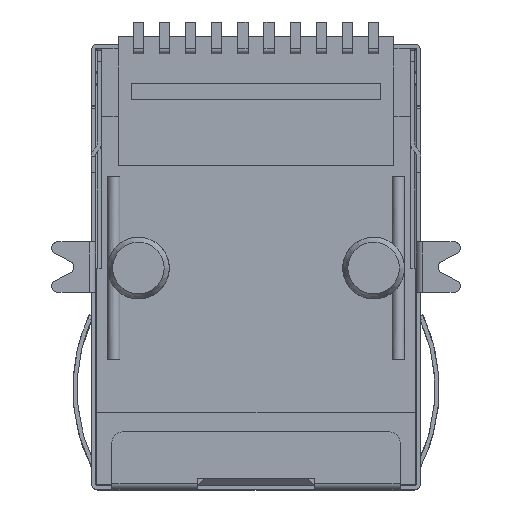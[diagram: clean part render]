
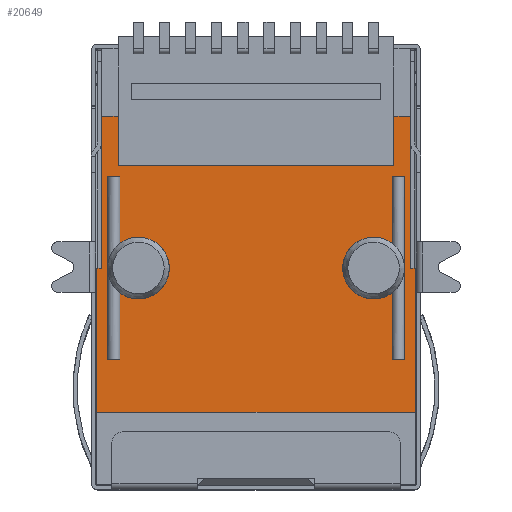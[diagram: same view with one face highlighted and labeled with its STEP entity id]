
A CAD part, top view. The second image highlights one B-rep face of the part: STEP entity #20649.
In plain terms, the highlighted planar face has unit normal (0, 0, 1).
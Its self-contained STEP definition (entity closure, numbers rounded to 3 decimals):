
#819=CIRCLE('',#21519,1.5);
#820=CIRCLE('',#21520,1.5);
#1320=ORIENTED_EDGE('',*,*,#5751,.F.);
#1321=ORIENTED_EDGE('',*,*,#5752,.T.);
#1322=ORIENTED_EDGE('',*,*,#5753,.T.);
#1323=ORIENTED_EDGE('',*,*,#5754,.T.);
#1324=ORIENTED_EDGE('',*,*,#5755,.T.);
#1325=ORIENTED_EDGE('',*,*,#5756,.T.);
#1326=ORIENTED_EDGE('',*,*,#5757,.F.);
#1327=ORIENTED_EDGE('',*,*,#5758,.T.);
#1328=ORIENTED_EDGE('',*,*,#5759,.F.);
#1329=ORIENTED_EDGE('',*,*,#5760,.F.);
#1330=ORIENTED_EDGE('',*,*,#5761,.F.);
#1331=ORIENTED_EDGE('',*,*,#5762,.F.);
#1332=ORIENTED_EDGE('',*,*,#5720,.T.);
#1333=ORIENTED_EDGE('',*,*,#5665,.F.);
#1334=ORIENTED_EDGE('',*,*,#5763,.F.);
#1335=ORIENTED_EDGE('',*,*,#5764,.T.);
#1336=ORIENTED_EDGE('',*,*,#5765,.F.);
#1337=ORIENTED_EDGE('',*,*,#5766,.F.);
#1338=ORIENTED_EDGE('',*,*,#5767,.F.);
#1339=ORIENTED_EDGE('',*,*,#5768,.F.);
#1340=ORIENTED_EDGE('',*,*,#5769,.T.);
#1341=ORIENTED_EDGE('',*,*,#5770,.T.);
#1342=ORIENTED_EDGE('',*,*,#5742,.T.);
#1343=ORIENTED_EDGE('',*,*,#5771,.T.);
#5665=EDGE_CURVE('',#7898,#7895,#9340,.T.);
#5720=EDGE_CURVE('',#7935,#7895,#9393,.T.);
#5742=EDGE_CURVE('',#7953,#7952,#9415,.T.);
#5751=EDGE_CURVE('',#7957,#7958,#819,.F.);
#5752=EDGE_CURVE('',#7957,#7959,#9424,.T.);
#5753=EDGE_CURVE('',#7959,#7960,#9425,.T.);
#5754=EDGE_CURVE('',#7960,#7961,#9426,.T.);
#5755=EDGE_CURVE('',#7961,#7962,#9427,.T.);
#5756=EDGE_CURVE('',#7962,#7958,#9428,.T.);
#5757=EDGE_CURVE('',#7963,#7964,#9429,.T.);
#5758=EDGE_CURVE('',#7963,#7965,#820,.T.);
#5759=EDGE_CURVE('',#7966,#7965,#9430,.T.);
#5760=EDGE_CURVE('',#7967,#7966,#9431,.T.);
#5761=EDGE_CURVE('',#7968,#7967,#9432,.T.);
#5762=EDGE_CURVE('',#7964,#7968,#9433,.T.);
#5763=EDGE_CURVE('',#7969,#7898,#9434,.T.);
#5764=EDGE_CURVE('',#7969,#7970,#9435,.T.);
#5765=EDGE_CURVE('',#7971,#7970,#9436,.T.);
#5766=EDGE_CURVE('',#7972,#7971,#9437,.T.);
#5767=EDGE_CURVE('',#7973,#7972,#9438,.T.);
#5768=EDGE_CURVE('',#7974,#7973,#9439,.T.);
#5769=EDGE_CURVE('',#7974,#7975,#9440,.T.);
#5770=EDGE_CURVE('',#7975,#7953,#9441,.T.);
#5771=EDGE_CURVE('',#7952,#7935,#9442,.T.);
#7895=VERTEX_POINT('',#26531);
#7898=VERTEX_POINT('',#26536);
#7935=VERTEX_POINT('',#26641);
#7952=VERTEX_POINT('',#26684);
#7953=VERTEX_POINT('',#26686);
#7957=VERTEX_POINT('',#26702);
#7958=VERTEX_POINT('',#26703);
#7959=VERTEX_POINT('',#26705);
#7960=VERTEX_POINT('',#26707);
#7961=VERTEX_POINT('',#26709);
#7962=VERTEX_POINT('',#26711);
#7963=VERTEX_POINT('',#26714);
#7964=VERTEX_POINT('',#26715);
#7965=VERTEX_POINT('',#26717);
#7966=VERTEX_POINT('',#26719);
#7967=VERTEX_POINT('',#26721);
#7968=VERTEX_POINT('',#26723);
#7969=VERTEX_POINT('',#26726);
#7970=VERTEX_POINT('',#26728);
#7971=VERTEX_POINT('',#26730);
#7972=VERTEX_POINT('',#26732);
#7973=VERTEX_POINT('',#26734);
#7974=VERTEX_POINT('',#26736);
#7975=VERTEX_POINT('',#26738);
#9340=LINE('',#26537,#10851);
#9393=LINE('',#26640,#10904);
#9415=LINE('',#26685,#10926);
#9424=LINE('',#26704,#10935);
#9425=LINE('',#26706,#10936);
#9426=LINE('',#26708,#10937);
#9427=LINE('',#26710,#10938);
#9428=LINE('',#26712,#10939);
#9429=LINE('',#26713,#10940);
#9430=LINE('',#26718,#10941);
#9431=LINE('',#26720,#10942);
#9432=LINE('',#26722,#10943);
#9433=LINE('',#26724,#10944);
#9434=LINE('',#26725,#10945);
#9435=LINE('',#26727,#10946);
#9436=LINE('',#26729,#10947);
#9437=LINE('',#26731,#10948);
#9438=LINE('',#26733,#10949);
#9439=LINE('',#26735,#10950);
#9440=LINE('',#26737,#10951);
#9441=LINE('',#26739,#10952);
#9442=LINE('',#26740,#10953);
#10851=VECTOR('',#22716,1000.);
#10904=VECTOR('',#22797,1000.);
#10926=VECTOR('',#22829,1000.);
#10935=VECTOR('',#22846,1000.);
#10936=VECTOR('',#22847,1000.);
#10937=VECTOR('',#22848,1000.);
#10938=VECTOR('',#22849,1000.);
#10939=VECTOR('',#22850,1000.);
#10940=VECTOR('',#22851,1000.);
#10941=VECTOR('',#22854,1000.);
#10942=VECTOR('',#22855,1000.);
#10943=VECTOR('',#22856,1000.);
#10944=VECTOR('',#22857,1000.);
#10945=VECTOR('',#22858,1000.);
#10946=VECTOR('',#22859,1000.);
#10947=VECTOR('',#22860,1000.);
#10948=VECTOR('',#22861,1000.);
#10949=VECTOR('',#22862,1000.);
#10950=VECTOR('',#22863,1000.);
#10951=VECTOR('',#22864,1000.);
#10952=VECTOR('',#22865,1000.);
#10953=VECTOR('',#22866,1000.);
#12310=EDGE_LOOP('',(#1320,#1321,#1322,#1323,#1324,#1325));
#12311=EDGE_LOOP('',(#1326,#1327,#1328,#1329,#1330,#1331));
#12312=EDGE_LOOP('',(#1332,#1333,#1334,#1335,#1336,#1337,#1338,#1339,#1340,
#1341,#1342,#1343));
#13235=FACE_BOUND('',#12310,.T.);
#13236=FACE_BOUND('',#12311,.T.);
#13237=FACE_BOUND('',#12312,.T.);
#14157=PLANE('',#21518);
#20649=ADVANCED_FACE('',(#13235,#13236,#13237),#14157,.F.);
#21518=AXIS2_PLACEMENT_3D('',#26700,#22842,#22843);
#21519=AXIS2_PLACEMENT_3D('',#26701,#22844,#22845);
#21520=AXIS2_PLACEMENT_3D('',#26716,#22852,#22853);
#22716=DIRECTION('',(1.,0.,0.));
#22797=DIRECTION('',(0.,-1.,0.));
#22829=DIRECTION('',(0.,1.,0.));
#22842=DIRECTION('',(0.,0.,-1.));
#22843=DIRECTION('',(-1.,0.,0.));
#22844=DIRECTION('',(0.,0.,-1.));
#22845=DIRECTION('',(-1.,0.,0.));
#22846=DIRECTION('',(0.,1.,0.));
#22847=DIRECTION('',(1.,0.,0.));
#22848=DIRECTION('',(0.,-1.,0.));
#22849=DIRECTION('',(-1.,0.,0.));
#22850=DIRECTION('',(0.,1.,0.));
#22851=DIRECTION('',(0.,1.,0.));
#22852=DIRECTION('',(0.,0.,-1.));
#22853=DIRECTION('',(-1.,0.,0.));
#22854=DIRECTION('',(0.,1.,0.));
#22855=DIRECTION('',(1.,0.,0.));
#22856=DIRECTION('',(0.,-1.,0.));
#22857=DIRECTION('',(-1.,0.,0.));
#22858=DIRECTION('',(0.,-1.,0.));
#22859=DIRECTION('',(-1.,0.,0.));
#22860=DIRECTION('',(0.,1.,0.));
#22861=DIRECTION('',(1.,0.,0.));
#22862=DIRECTION('',(0.,1.,0.));
#22863=DIRECTION('',(-1.,0.,0.));
#22864=DIRECTION('',(0.,1.,0.));
#22865=DIRECTION('',(-1.,0.,0.));
#22866=DIRECTION('',(-1.,0.,0.));
#26531=CARTESIAN_POINT('',(6.7,4.925,6.4));
#26536=CARTESIAN_POINT('',(-6.7,4.925,6.4));
#26537=CARTESIAN_POINT('',(-6.7,4.925,6.4));
#26640=CARTESIAN_POINT('',(6.7,35.634,6.4));
#26641=CARTESIAN_POINT('',(6.7,7.325,6.4));
#26684=CARTESIAN_POINT('',(7.5,7.325,6.4));
#26685=CARTESIAN_POINT('',(7.5,-10.625,6.4));
#26686=CARTESIAN_POINT('',(7.5,-0.065,6.4));
#26700=CARTESIAN_POINT('',(7.74,-10.625,6.4));
#26701=CARTESIAN_POINT('',(5.715,-0.065,6.4));
#26702=CARTESIAN_POINT('',(6.615,1.135,6.4));
#26703=CARTESIAN_POINT('',(6.615,-1.265,6.4));
#26704=CARTESIAN_POINT('',(6.615,-10.625,6.4));
#26705=CARTESIAN_POINT('',(6.615,4.385,6.4));
#26706=CARTESIAN_POINT('',(7.74,4.385,6.4));
#26707=CARTESIAN_POINT('',(7.215,4.385,6.4));
#26708=CARTESIAN_POINT('',(7.215,-10.625,6.4));
#26709=CARTESIAN_POINT('',(7.215,-4.515,6.4));
#26710=CARTESIAN_POINT('',(7.74,-4.515,6.4));
#26711=CARTESIAN_POINT('',(6.615,-4.515,6.4));
#26712=CARTESIAN_POINT('',(6.615,-10.625,6.4));
#26713=CARTESIAN_POINT('',(-6.615,-10.625,6.4));
#26714=CARTESIAN_POINT('',(-6.615,1.135,6.4));
#26715=CARTESIAN_POINT('',(-6.615,4.385,6.4));
#26716=CARTESIAN_POINT('',(-5.715,-0.065,6.4));
#26717=CARTESIAN_POINT('',(-6.615,-1.265,6.4));
#26718=CARTESIAN_POINT('',(-6.615,-10.625,6.4));
#26719=CARTESIAN_POINT('',(-6.615,-4.515,6.4));
#26720=CARTESIAN_POINT('',(7.74,-4.515,6.4));
#26721=CARTESIAN_POINT('',(-7.215,-4.515,6.4));
#26722=CARTESIAN_POINT('',(-7.215,-10.625,6.4));
#26723=CARTESIAN_POINT('',(-7.215,4.385,6.4));
#26724=CARTESIAN_POINT('',(7.74,4.385,6.4));
#26725=CARTESIAN_POINT('',(-6.7,35.634,6.4));
#26726=CARTESIAN_POINT('',(-6.7,7.325,6.4));
#26727=CARTESIAN_POINT('',(29.241,7.325,6.4));
#26728=CARTESIAN_POINT('',(-7.5,7.325,6.4));
#26729=CARTESIAN_POINT('',(-7.5,-10.625,6.4));
#26730=CARTESIAN_POINT('',(-7.5,-0.065,6.4));
#26731=CARTESIAN_POINT('',(7.74,-0.065,6.4));
#26732=CARTESIAN_POINT('',(-7.74,-0.065,6.4));
#26733=CARTESIAN_POINT('',(-7.74,-10.625,6.4));
#26734=CARTESIAN_POINT('',(-7.74,-7.075,6.4));
#26735=CARTESIAN_POINT('',(29.241,-7.075,6.4));
#26736=CARTESIAN_POINT('',(7.74,-7.075,6.4));
#26737=CARTESIAN_POINT('',(7.74,-10.625,6.4));
#26738=CARTESIAN_POINT('',(7.74,-0.065,6.4));
#26739=CARTESIAN_POINT('',(7.74,-0.065,6.4));
#26740=CARTESIAN_POINT('',(29.241,7.325,6.4));
